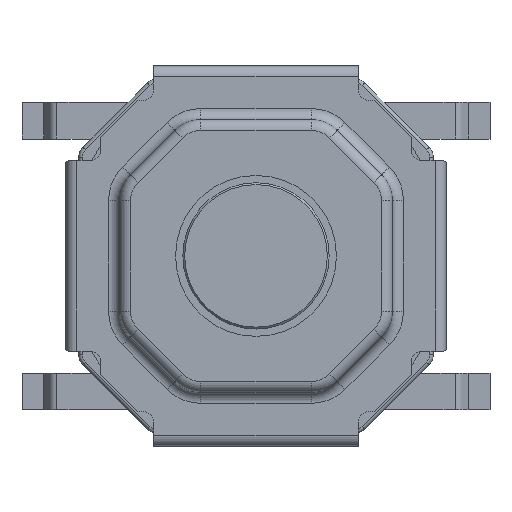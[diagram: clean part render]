
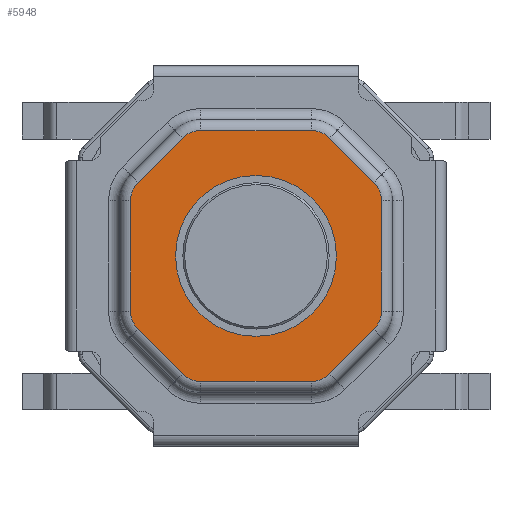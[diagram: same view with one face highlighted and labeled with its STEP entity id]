
A CAD part, top view. The second image highlights one B-rep face of the part: STEP entity #5948.
In plain terms, the highlighted planar face has unit normal (0, 0, 1).
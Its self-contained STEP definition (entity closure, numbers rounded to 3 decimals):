
#59=FACE_BOUND('',#823,.T.);
#139=PLANE('',#6392);
#469=FACE_OUTER_BOUND('',#822,.T.);
#822=EDGE_LOOP('',(#4161,#4162,#4163,#4164,#4165,#4166,#4167,#4168,#4169,
#4170,#4171,#4172,#4173,#4174,#4175,#4176));
#823=EDGE_LOOP('',(#4177));
#1266=LINE('',#9265,#1805);
#1267=LINE('',#9269,#1806);
#1268=LINE('',#9273,#1807);
#1269=LINE('',#9277,#1808);
#1270=LINE('',#9281,#1809);
#1271=LINE('',#9285,#1810);
#1272=LINE('',#9289,#1811);
#1273=LINE('',#9292,#1812);
#1805=VECTOR('',#7269,1000.);
#1806=VECTOR('',#7272,1000.);
#1807=VECTOR('',#7275,1000.);
#1808=VECTOR('',#7278,1000.);
#1809=VECTOR('',#7281,1000.);
#1810=VECTOR('',#7284,1000.);
#1811=VECTOR('',#7287,1000.);
#1812=VECTOR('',#7290,1000.);
#2225=CIRCLE('',#6286,1.1);
#2291=CIRCLE('',#6393,0.35);
#2292=CIRCLE('',#6394,0.35);
#2293=CIRCLE('',#6395,0.35);
#2294=CIRCLE('',#6396,0.35);
#2295=CIRCLE('',#6397,0.35);
#2296=CIRCLE('',#6398,0.35);
#2297=CIRCLE('',#6399,0.35);
#2298=CIRCLE('',#6400,0.35);
#2510=VERTEX_POINT('',#8709);
#2678=VERTEX_POINT('',#9261);
#2679=VERTEX_POINT('',#9262);
#2680=VERTEX_POINT('',#9264);
#2681=VERTEX_POINT('',#9266);
#2682=VERTEX_POINT('',#9268);
#2683=VERTEX_POINT('',#9270);
#2684=VERTEX_POINT('',#9272);
#2685=VERTEX_POINT('',#9274);
#2686=VERTEX_POINT('',#9276);
#2687=VERTEX_POINT('',#9278);
#2688=VERTEX_POINT('',#9280);
#2689=VERTEX_POINT('',#9282);
#2690=VERTEX_POINT('',#9284);
#2691=VERTEX_POINT('',#9286);
#2692=VERTEX_POINT('',#9288);
#2693=VERTEX_POINT('',#9290);
#3022=EDGE_CURVE('',#2510,#2510,#2225,.T.);
#3223=EDGE_CURVE('',#2678,#2679,#2291,.T.);
#3224=EDGE_CURVE('',#2678,#2680,#1266,.T.);
#3225=EDGE_CURVE('',#2680,#2681,#2292,.T.);
#3226=EDGE_CURVE('',#2681,#2682,#1267,.T.);
#3227=EDGE_CURVE('',#2682,#2683,#2293,.T.);
#3228=EDGE_CURVE('',#2683,#2684,#1268,.T.);
#3229=EDGE_CURVE('',#2685,#2684,#2294,.T.);
#3230=EDGE_CURVE('',#2686,#2685,#1269,.T.);
#3231=EDGE_CURVE('',#2687,#2686,#2295,.T.);
#3232=EDGE_CURVE('',#2688,#2687,#1270,.T.);
#3233=EDGE_CURVE('',#2688,#2689,#2296,.T.);
#3234=EDGE_CURVE('',#2689,#2690,#1271,.T.);
#3235=EDGE_CURVE('',#2690,#2691,#2297,.T.);
#3236=EDGE_CURVE('',#2692,#2691,#1272,.T.);
#3237=EDGE_CURVE('',#2693,#2692,#2298,.T.);
#3238=EDGE_CURVE('',#2679,#2693,#1273,.T.);
#4161=ORIENTED_EDGE('',*,*,#3223,.F.);
#4162=ORIENTED_EDGE('',*,*,#3224,.T.);
#4163=ORIENTED_EDGE('',*,*,#3225,.T.);
#4164=ORIENTED_EDGE('',*,*,#3226,.T.);
#4165=ORIENTED_EDGE('',*,*,#3227,.T.);
#4166=ORIENTED_EDGE('',*,*,#3228,.T.);
#4167=ORIENTED_EDGE('',*,*,#3229,.F.);
#4168=ORIENTED_EDGE('',*,*,#3230,.F.);
#4169=ORIENTED_EDGE('',*,*,#3231,.F.);
#4170=ORIENTED_EDGE('',*,*,#3232,.F.);
#4171=ORIENTED_EDGE('',*,*,#3233,.T.);
#4172=ORIENTED_EDGE('',*,*,#3234,.T.);
#4173=ORIENTED_EDGE('',*,*,#3235,.T.);
#4174=ORIENTED_EDGE('',*,*,#3236,.F.);
#4175=ORIENTED_EDGE('',*,*,#3237,.F.);
#4176=ORIENTED_EDGE('',*,*,#3238,.F.);
#4177=ORIENTED_EDGE('',*,*,#3022,.F.);
#5948=ADVANCED_FACE('',(#469,#59),#139,.T.);
#6286=AXIS2_PLACEMENT_3D('',#8711,#6933,#6934);
#6392=AXIS2_PLACEMENT_3D('',#9260,#7265,#7266);
#6393=AXIS2_PLACEMENT_3D('',#9263,#7267,#7268);
#6394=AXIS2_PLACEMENT_3D('',#9267,#7270,#7271);
#6395=AXIS2_PLACEMENT_3D('',#9271,#7273,#7274);
#6396=AXIS2_PLACEMENT_3D('',#9275,#7276,#7277);
#6397=AXIS2_PLACEMENT_3D('',#9279,#7279,#7280);
#6398=AXIS2_PLACEMENT_3D('',#9283,#7282,#7283);
#6399=AXIS2_PLACEMENT_3D('',#9287,#7285,#7286);
#6400=AXIS2_PLACEMENT_3D('',#9291,#7288,#7289);
#6933=DIRECTION('center_axis',(0.,0.,1.));
#6934=DIRECTION('ref_axis',(0.,-1.,0.));
#7265=DIRECTION('center_axis',(0.,0.,1.));
#7266=DIRECTION('ref_axis',(0.,-1.,0.));
#7267=DIRECTION('center_axis',(0.,0.,-1.));
#7268=DIRECTION('ref_axis',(0.,1.,0.));
#7269=DIRECTION('',(0.,1.,0.));
#7270=DIRECTION('center_axis',(0.,0.,1.));
#7271=DIRECTION('ref_axis',(0.,-1.,0.));
#7272=DIRECTION('',(-0.707,0.707,0.));
#7273=DIRECTION('center_axis',(0.,0.,1.));
#7274=DIRECTION('ref_axis',(0.,-1.,0.));
#7275=DIRECTION('',(-1.,0.,0.));
#7276=DIRECTION('center_axis',(0.,0.,-1.));
#7277=DIRECTION('ref_axis',(0.,-1.,0.));
#7278=DIRECTION('',(0.707,0.707,0.));
#7279=DIRECTION('center_axis',(0.,0.,-1.));
#7280=DIRECTION('ref_axis',(0.,-1.,0.));
#7281=DIRECTION('',(0.,1.,0.));
#7282=DIRECTION('center_axis',(0.,0.,1.));
#7283=DIRECTION('ref_axis',(0.,1.,0.));
#7284=DIRECTION('',(0.707,-0.707,0.));
#7285=DIRECTION('center_axis',(0.,0.,1.));
#7286=DIRECTION('ref_axis',(0.,1.,0.));
#7287=DIRECTION('',(-1.,0.,0.));
#7288=DIRECTION('center_axis',(0.,0.,-1.));
#7289=DIRECTION('ref_axis',(0.,1.,0.));
#7290=DIRECTION('',(-0.707,-0.707,0.));
#8709=CARTESIAN_POINT('',(0.,1.1,1.2));
#8711=CARTESIAN_POINT('Origin',(0.,0.,1.2));
#9260=CARTESIAN_POINT('Origin',(1.365,0.756,1.2));
#9261=CARTESIAN_POINT('',(1.715,-0.756,1.2));
#9262=CARTESIAN_POINT('',(1.612,-1.004,1.2));
#9263=CARTESIAN_POINT('Origin',(1.365,-0.756,1.2));
#9264=CARTESIAN_POINT('',(1.715,0.756,1.2));
#9265=CARTESIAN_POINT('',(1.715,0.756,1.2));
#9266=CARTESIAN_POINT('',(1.612,1.004,1.2));
#9267=CARTESIAN_POINT('Origin',(1.365,0.756,1.2));
#9268=CARTESIAN_POINT('',(1.004,1.612,1.2));
#9269=CARTESIAN_POINT('',(1.004,1.612,1.2));
#9270=CARTESIAN_POINT('',(0.756,1.715,1.2));
#9271=CARTESIAN_POINT('Origin',(0.756,1.365,1.2));
#9272=CARTESIAN_POINT('',(-0.756,1.715,1.2));
#9273=CARTESIAN_POINT('',(0.,1.715,1.2));
#9274=CARTESIAN_POINT('',(-1.004,1.612,1.2));
#9275=CARTESIAN_POINT('Origin',(-0.756,1.365,1.2));
#9276=CARTESIAN_POINT('',(-1.612,1.004,1.2));
#9277=CARTESIAN_POINT('',(-1.004,1.612,1.2));
#9278=CARTESIAN_POINT('',(-1.715,0.756,1.2));
#9279=CARTESIAN_POINT('Origin',(-1.365,0.756,1.2));
#9280=CARTESIAN_POINT('',(-1.715,-0.756,1.2));
#9281=CARTESIAN_POINT('',(-1.715,0.756,1.2));
#9282=CARTESIAN_POINT('',(-1.612,-1.004,1.2));
#9283=CARTESIAN_POINT('Origin',(-1.365,-0.756,1.2));
#9284=CARTESIAN_POINT('',(-1.004,-1.612,1.2));
#9285=CARTESIAN_POINT('',(-1.004,-1.612,1.2));
#9286=CARTESIAN_POINT('',(-0.756,-1.715,1.2));
#9287=CARTESIAN_POINT('Origin',(-0.756,-1.365,1.2));
#9288=CARTESIAN_POINT('',(0.756,-1.715,1.2));
#9289=CARTESIAN_POINT('',(0.,-1.715,1.2));
#9290=CARTESIAN_POINT('',(1.004,-1.612,1.2));
#9291=CARTESIAN_POINT('Origin',(0.756,-1.365,1.2));
#9292=CARTESIAN_POINT('',(1.004,-1.612,1.2));
